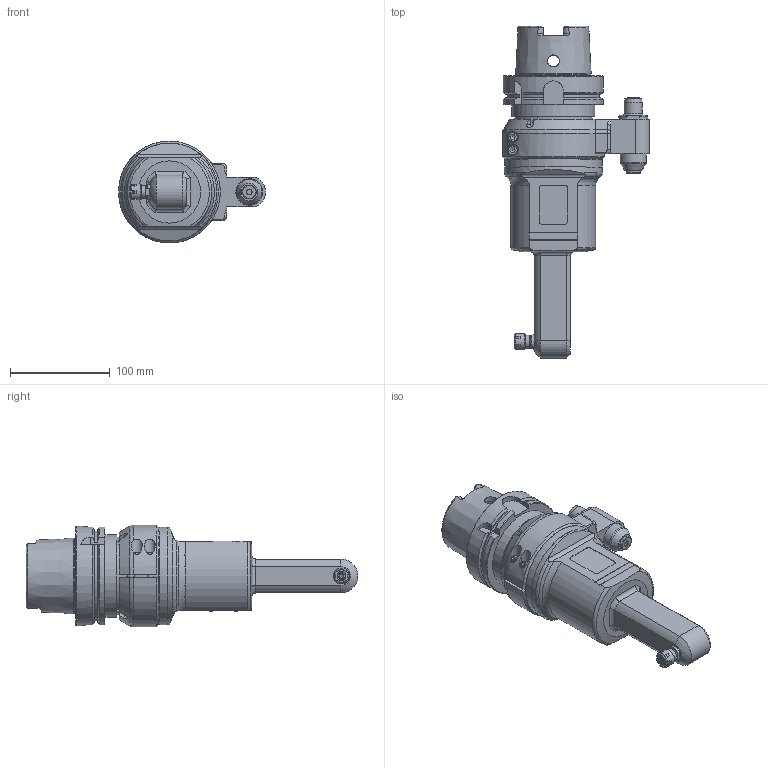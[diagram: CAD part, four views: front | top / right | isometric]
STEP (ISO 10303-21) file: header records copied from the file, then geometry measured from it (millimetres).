
FILE_DESCRIPTION(/* description */ (''),/* implementation_level */ '2;1');
FILE_NAME(/* name */ '9.FS9.06L00-4H100.stp',/* time_stamp */ '2024-07-18T11:07:18-04:00',/* author */ ('jkrenzer'),/* organization */ (''),/* preprocessor_version */ 'ST-DEVELOPER v18.1',/* originating_system */ 'Autodesk Inventor 2022',/* authorisation */ '');
FILE_SCHEMA (('AUTOMOTIVE_DESIGN { 1 0 10303 214 3 1 1 }'));
Length unit declared in the file: millimetre
Products named in the file (3): 9.FS9.06L00-4H100; 9_FS9_06L00; 9_GA1_518_2  (Type 1, H100A, 80mm)
Assembly tree (2 placements, depth 2):
  9.FS9.06L00-4H100
    9_FS9_06L00
    9_GA1_518_2  (Type 1, H100A, 80mm)
Bounding box: 147.23 x 332.39 x 101.99 mm (x, y, z)
Volume: 1316622.9 mm3; surface area: 186625.4 mm2
Topology: 5 solids, 5 shells, 637 faces, 1600 edges, 1027 vertices
Faces by surface type: plane 291, cylinder 179, cone 117, torus 40, bspline 6, sphere 4
Full cylindrical faces by diameter (mm): 2.5 x3, 2.6 x6, 3 x2, 4.2 x1, 5 x5, 6 x5, 6.5 x1, 6.7 x2, 7 x1, 7.5 x1, 8 x2, 8.5 x17, 9 x1, 10 x9, 10.2 x4, 10.25 x1, 10.4 x2, 10.5 x1, 11 x1, 11.6 x1, 12 x4, 12.25 x1, 12.5 x1, 13 x2, 13.5 x1, 14 x1, 15 x1, 16 x1, 18 x2, 24.5 x1
Entity records: 60910 total; most frequent: CARTESIAN_POINT 45889, ORIENTED_EDGE 3118, DIRECTION 3080, EDGE_CURVE 1559, AXIS2_PLACEMENT_3D 1164, VERTEX_POINT 1027, LINE 752, VECTOR 752
